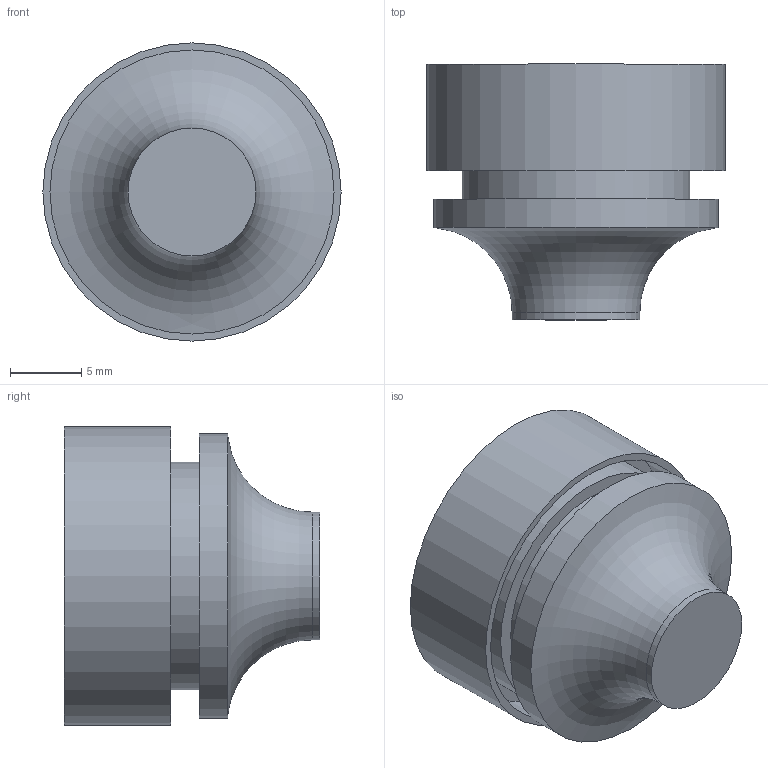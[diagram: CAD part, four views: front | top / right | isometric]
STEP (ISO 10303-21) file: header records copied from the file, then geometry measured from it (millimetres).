
FILE_DESCRIPTION( ( 'STEP AP203' ), '1' );
FILE_NAME( '17633_6_FDM_16.stp', ' ', ( ' ' ), ( ' ' ), 'PSStep 15.0.47', 'PARTsolutions', ' ' );
FILE_SCHEMA( ( 'CONFIG_CONTROL_DESIGN' ) );
Length unit declared in the file: millimetre
Products named in the file (1): _FDM 16
Bounding box: 21 x 18 x 21 mm (x, y, z)
Volume: 3846.1 mm3; surface area: 2361.2 mm2
Topology: 1 solids, 1 shells, 15 faces, 22 edges, 14 vertices
Faces by surface type: plane 7, cylinder 7, torus 1
Full cylindrical faces by diameter (mm): 5 x1, 9 x1, 16 x1, 18 x1, 20 x2, 21 x1
Entity records: 338 total; most frequent: DIRECTION 60, CARTESIAN_POINT 44, AXIS2_PLACEMENT_3D 30, EDGE_LOOP 28, ORIENTED_EDGE 28, FACE_OUTER_BOUND 23, ADVANCED_FACE 15, EDGE_CURVE 14
